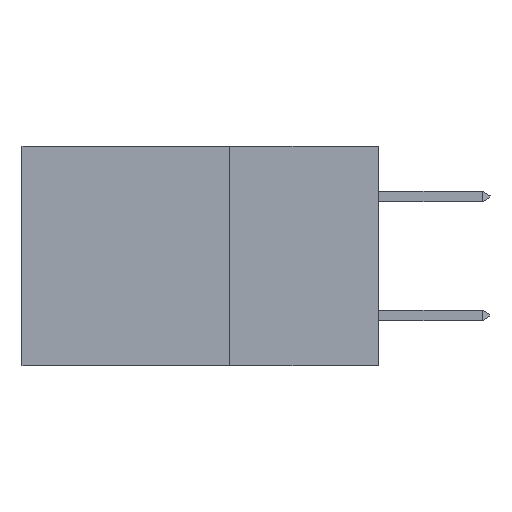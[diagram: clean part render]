
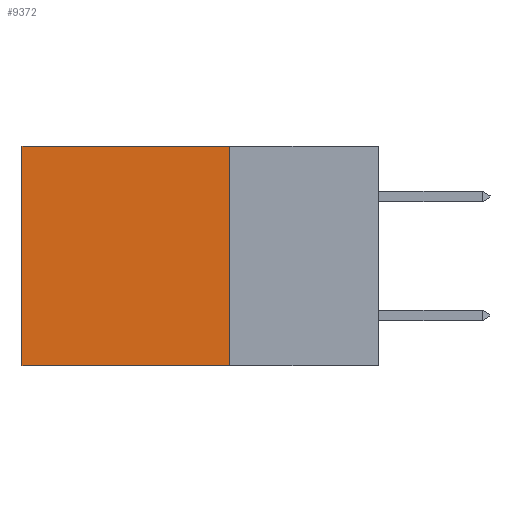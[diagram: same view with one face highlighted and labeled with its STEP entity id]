
A CAD part, left-side view. The second image highlights one B-rep face of the part: STEP entity #9372.
In plain terms, the highlighted planar face has unit normal (-1, 0, 0).
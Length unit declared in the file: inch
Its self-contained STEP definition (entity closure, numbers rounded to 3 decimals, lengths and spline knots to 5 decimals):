
#1002 = DIRECTION ( 'NONE',  ( 0., 0., -1. ) ) ;
#1091 = CARTESIAN_POINT ( 'NONE',  ( 0.2615, 0.25, 0. ) ) ;
#1103 = DIRECTION ( 'NONE',  ( 1., 0., 0. ) ) ;
#1172 = DIRECTION ( 'NONE',  ( 0., 1., 0. ) ) ;
#1245 = AXIS2_PLACEMENT_3D ( 'NONE', #10962, #1103, #2343 ) ;
#1354 = EDGE_CURVE ( 'NONE', #7306, #11067, #6040, .T. ) ;
#2090 = PLANE ( 'NONE',  #1245 ) ;
#2181 = EDGE_LOOP ( 'NONE', ( #5594, #13204, #8798, #14404 ) ) ;
#2343 = DIRECTION ( 'NONE',  ( 0., 0., -1. ) ) ;
#2554 = DIRECTION ( 'NONE',  ( 0., 0., -1. ) ) ;
#4320 = VECTOR ( 'NONE', #2554, 39.37008 ) ;
#5594 = ORIENTED_EDGE ( 'NONE', *, *, #9020, .T. ) ;
#6040 = LINE ( 'NONE', #8714, #4320 ) ;
#7181 = CARTESIAN_POINT ( 'NONE',  ( 0.2615, 0.6, -0.37 ) ) ;
#7306 = VERTEX_POINT ( 'NONE', #9788 ) ;
#8278 = FACE_OUTER_BOUND ( 'NONE', #2181, .T. ) ;
#8343 = CARTESIAN_POINT ( 'NONE',  ( 0.2615, 0.6, -0.37 ) ) ;
#8714 = CARTESIAN_POINT ( 'NONE',  ( 0.2615, 0.25, -0.37 ) ) ;
#8798 = ORIENTED_EDGE ( 'NONE', *, *, #1354, .F. ) ;
#9020 = EDGE_CURVE ( 'NONE', #11253, #15525, #9650, .T. ) ;
#9372 = ADVANCED_FACE ( 'NONE', ( #8278 ), #2090, .F. ) ;
#9650 = LINE ( 'NONE', #7181, #15960 ) ;
#9736 = LINE ( 'NONE', #1091, #10551 ) ;
#9788 = CARTESIAN_POINT ( 'NONE',  ( 0.2615, 0.25, 0. ) ) ;
#10551 = VECTOR ( 'NONE', #12367, 39.37008 ) ;
#10962 = CARTESIAN_POINT ( 'NONE',  ( 0.2615, 0.25, -0.37 ) ) ;
#11067 = VERTEX_POINT ( 'NONE', #15499 ) ;
#11253 = VERTEX_POINT ( 'NONE', #12463 ) ;
#11371 = CARTESIAN_POINT ( 'NONE',  ( 0.2615, 0.25, -0.37 ) ) ;
#12281 = LINE ( 'NONE', #11371, #15572 ) ;
#12367 = DIRECTION ( 'NONE',  ( 0., 1., 0. ) ) ;
#12463 = CARTESIAN_POINT ( 'NONE',  ( 0.2615, 0.6, 0. ) ) ;
#13097 = EDGE_CURVE ( 'NONE', #7306, #11253, #9736, .T. ) ;
#13204 = ORIENTED_EDGE ( 'NONE', *, *, #13508, .F. ) ;
#13508 = EDGE_CURVE ( 'NONE', #11067, #15525, #12281, .T. ) ;
#14404 = ORIENTED_EDGE ( 'NONE', *, *, #13097, .T. ) ;
#15499 = CARTESIAN_POINT ( 'NONE',  ( 0.2615, 0.25, -0.37 ) ) ;
#15525 = VERTEX_POINT ( 'NONE', #8343 ) ;
#15572 = VECTOR ( 'NONE', #1172, 39.37008 ) ;
#15960 = VECTOR ( 'NONE', #1002, 39.37008 ) ;
